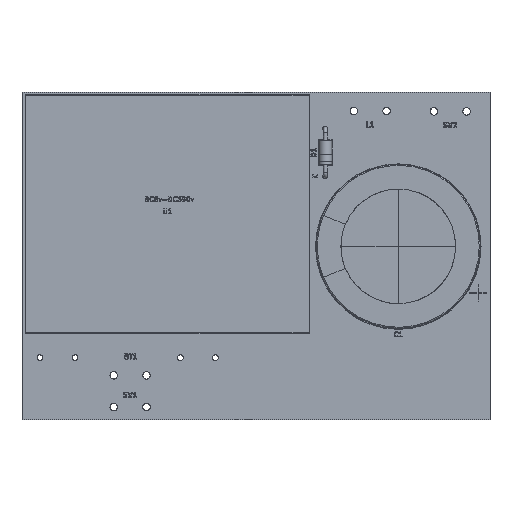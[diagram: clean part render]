
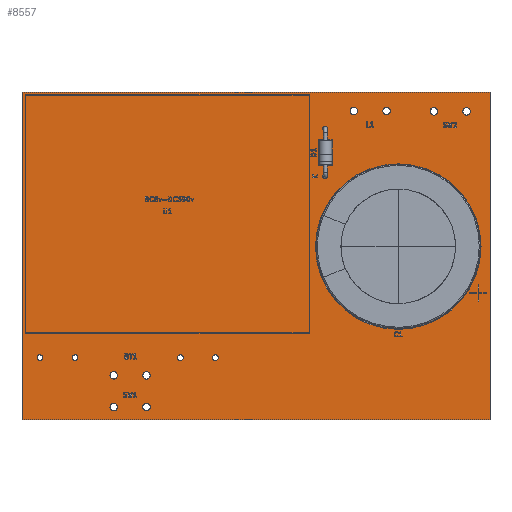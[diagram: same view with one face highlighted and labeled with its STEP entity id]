
A CAD part, top view. The second image highlights one B-rep face of the part: STEP entity #8557.
In plain terms, the highlighted planar face has unit normal (0, 0, 1).
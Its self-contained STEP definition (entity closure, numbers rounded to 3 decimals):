
#8557 = ADVANCED_FACE('',(#8558,#8592,#8603,#8614,#8625,#8636,#8647,
    #8658,#8669,#8680,#8691,#8702,#8713,#8724,#8735,#8746,#8757),#8768,
  .T.);
#8558 = FACE_BOUND('',#8559,.F.);
#8559 = EDGE_LOOP('',(#8560,#8570,#8578,#8586));
#8560 = ORIENTED_EDGE('',*,*,#8561,.T.);
#8561 = EDGE_CURVE('',#8562,#8564,#8566,.T.);
#8562 = VERTEX_POINT('',#8563);
#8563 = CARTESIAN_POINT('',(73.,-145.5,1.56));
#8564 = VERTEX_POINT('',#8565);
#8565 = CARTESIAN_POINT('',(73.,-75.5,1.56));
#8566 = LINE('',#8567,#8568);
#8567 = CARTESIAN_POINT('',(73.,-145.5,1.56));
#8568 = VECTOR('',#8569,1.);
#8569 = DIRECTION('',(0.,1.,0.));
#8570 = ORIENTED_EDGE('',*,*,#8571,.T.);
#8571 = EDGE_CURVE('',#8564,#8572,#8574,.T.);
#8572 = VERTEX_POINT('',#8573);
#8573 = CARTESIAN_POINT('',(173.,-75.5,1.56));
#8574 = LINE('',#8575,#8576);
#8575 = CARTESIAN_POINT('',(73.,-75.5,1.56));
#8576 = VECTOR('',#8577,1.);
#8577 = DIRECTION('',(1.,0.,0.));
#8578 = ORIENTED_EDGE('',*,*,#8579,.T.);
#8579 = EDGE_CURVE('',#8572,#8580,#8582,.T.);
#8580 = VERTEX_POINT('',#8581);
#8581 = CARTESIAN_POINT('',(173.,-145.5,1.56));
#8582 = LINE('',#8583,#8584);
#8583 = CARTESIAN_POINT('',(173.,-75.5,1.56));
#8584 = VECTOR('',#8585,1.);
#8585 = DIRECTION('',(0.,-1.,0.));
#8586 = ORIENTED_EDGE('',*,*,#8587,.T.);
#8587 = EDGE_CURVE('',#8580,#8562,#8588,.T.);
#8588 = LINE('',#8589,#8590);
#8589 = CARTESIAN_POINT('',(173.,-145.5,1.56));
#8590 = VECTOR('',#8591,1.);
#8591 = DIRECTION('',(-1.,0.,0.));
#8592 = FACE_BOUND('',#8593,.F.);
#8593 = EDGE_LOOP('',(#8594));
#8594 = ORIENTED_EDGE('',*,*,#8595,.T.);
#8595 = EDGE_CURVE('',#8596,#8596,#8598,.T.);
#8596 = VERTEX_POINT('',#8597);
#8597 = CARTESIAN_POINT('',(93.387,-142.8,1.56));
#8598 = CIRCLE('',#8599,0.787);
#8599 = AXIS2_PLACEMENT_3D('',#8600,#8601,#8602);
#8600 = CARTESIAN_POINT('',(92.6,-142.8,1.56));
#8601 = DIRECTION('',(0.,0.,1.));
#8602 = DIRECTION('',(1.,0.,-0.));
#8603 = FACE_BOUND('',#8604,.F.);
#8604 = EDGE_LOOP('',(#8605));
#8605 = ORIENTED_EDGE('',*,*,#8606,.T.);
#8606 = EDGE_CURVE('',#8607,#8607,#8609,.T.);
#8607 = VERTEX_POINT('',#8608);
#8608 = CARTESIAN_POINT('',(100.387,-142.8,1.56));
#8609 = CIRCLE('',#8610,0.787);
#8610 = AXIS2_PLACEMENT_3D('',#8611,#8612,#8613);
#8611 = CARTESIAN_POINT('',(99.6,-142.8,1.56));
#8612 = DIRECTION('',(0.,0.,1.));
#8613 = DIRECTION('',(1.,0.,-0.));
#8614 = FACE_BOUND('',#8615,.F.);
#8615 = EDGE_LOOP('',(#8616));
#8616 = ORIENTED_EDGE('',*,*,#8617,.T.);
#8617 = EDGE_CURVE('',#8618,#8618,#8620,.T.);
#8618 = VERTEX_POINT('',#8619);
#8619 = CARTESIAN_POINT('',(93.387,-136.,1.56));
#8620 = CIRCLE('',#8621,0.787);
#8621 = AXIS2_PLACEMENT_3D('',#8622,#8623,#8624);
#8622 = CARTESIAN_POINT('',(92.6,-136.,1.56));
#8623 = DIRECTION('',(0.,0.,1.));
#8624 = DIRECTION('',(1.,0.,-0.));
#8625 = FACE_BOUND('',#8626,.F.);
#8626 = EDGE_LOOP('',(#8627));
#8627 = ORIENTED_EDGE('',*,*,#8628,.T.);
#8628 = EDGE_CURVE('',#8629,#8629,#8631,.T.);
#8629 = VERTEX_POINT('',#8630);
#8630 = CARTESIAN_POINT('',(100.387,-136.,1.56));
#8631 = CIRCLE('',#8632,0.787);
#8632 = AXIS2_PLACEMENT_3D('',#8633,#8634,#8635);
#8633 = CARTESIAN_POINT('',(99.6,-136.,1.56));
#8634 = DIRECTION('',(0.,0.,1.));
#8635 = DIRECTION('',(1.,0.,-0.));
#8636 = FACE_BOUND('',#8637,.F.);
#8637 = EDGE_LOOP('',(#8638));
#8638 = ORIENTED_EDGE('',*,*,#8639,.T.);
#8639 = EDGE_CURVE('',#8640,#8640,#8642,.T.);
#8640 = VERTEX_POINT('',#8641);
#8641 = CARTESIAN_POINT('',(77.449,-132.234,1.56));
#8642 = CIRCLE('',#8643,0.612);
#8643 = AXIS2_PLACEMENT_3D('',#8644,#8645,#8646);
#8644 = CARTESIAN_POINT('',(76.836,-132.234,1.56));
#8645 = DIRECTION('',(0.,0.,1.));
#8646 = DIRECTION('',(1.,0.,-0.));
#8647 = FACE_BOUND('',#8648,.F.);
#8648 = EDGE_LOOP('',(#8649));
#8649 = ORIENTED_EDGE('',*,*,#8650,.T.);
#8650 = EDGE_CURVE('',#8651,#8651,#8653,.T.);
#8651 = VERTEX_POINT('',#8652);
#8652 = CARTESIAN_POINT('',(84.949,-132.234,1.56));
#8653 = CIRCLE('',#8654,0.612);
#8654 = AXIS2_PLACEMENT_3D('',#8655,#8656,#8657);
#8655 = CARTESIAN_POINT('',(84.336,-132.234,1.56));
#8656 = DIRECTION('',(0.,0.,1.));
#8657 = DIRECTION('',(1.,0.,-0.));
#8658 = FACE_BOUND('',#8659,.F.);
#8659 = EDGE_LOOP('',(#8660));
#8660 = ORIENTED_EDGE('',*,*,#8661,.T.);
#8661 = EDGE_CURVE('',#8662,#8662,#8664,.T.);
#8662 = VERTEX_POINT('',#8663);
#8663 = CARTESIAN_POINT('',(107.449,-132.234,1.56));
#8664 = CIRCLE('',#8665,0.612);
#8665 = AXIS2_PLACEMENT_3D('',#8666,#8667,#8668);
#8666 = CARTESIAN_POINT('',(106.836,-132.234,1.56));
#8667 = DIRECTION('',(0.,0.,1.));
#8668 = DIRECTION('',(1.,0.,-0.));
#8669 = FACE_BOUND('',#8670,.F.);
#8670 = EDGE_LOOP('',(#8671));
#8671 = ORIENTED_EDGE('',*,*,#8672,.T.);
#8672 = EDGE_CURVE('',#8673,#8673,#8675,.T.);
#8673 = VERTEX_POINT('',#8674);
#8674 = CARTESIAN_POINT('',(114.949,-132.234,1.56));
#8675 = CIRCLE('',#8676,0.612);
#8676 = AXIS2_PLACEMENT_3D('',#8677,#8678,#8679);
#8677 = CARTESIAN_POINT('',(114.336,-132.234,1.56));
#8678 = DIRECTION('',(0.,0.,1.));
#8679 = DIRECTION('',(1.,0.,-0.));
#8680 = FACE_BOUND('',#8681,.F.);
#8681 = EDGE_LOOP('',(#8682));
#8682 = ORIENTED_EDGE('',*,*,#8683,.T.);
#8683 = EDGE_CURVE('',#8684,#8684,#8686,.T.);
#8684 = VERTEX_POINT('',#8685);
#8685 = CARTESIAN_POINT('',(149.387,-108.5,1.56));
#8686 = CIRCLE('',#8687,0.987);
#8687 = AXIS2_PLACEMENT_3D('',#8688,#8689,#8690);
#8688 = CARTESIAN_POINT('',(148.4,-108.5,1.56));
#8689 = DIRECTION('',(0.,0.,1.));
#8690 = DIRECTION('',(1.,0.,-0.));
#8691 = FACE_BOUND('',#8692,.F.);
#8692 = EDGE_LOOP('',(#8693));
#8693 = ORIENTED_EDGE('',*,*,#8694,.T.);
#8694 = EDGE_CURVE('',#8695,#8695,#8697,.T.);
#8695 = VERTEX_POINT('',#8696);
#8696 = CARTESIAN_POINT('',(159.387,-108.5,1.56));
#8697 = CIRCLE('',#8698,0.987);
#8698 = AXIS2_PLACEMENT_3D('',#8699,#8700,#8701);
#8699 = CARTESIAN_POINT('',(158.4,-108.5,1.56));
#8700 = DIRECTION('',(0.,0.,1.));
#8701 = DIRECTION('',(1.,0.,-0.));
#8702 = FACE_BOUND('',#8703,.F.);
#8703 = EDGE_LOOP('',(#8704));
#8704 = ORIENTED_EDGE('',*,*,#8705,.T.);
#8705 = EDGE_CURVE('',#8706,#8706,#8708,.T.);
#8706 = VERTEX_POINT('',#8707);
#8707 = CARTESIAN_POINT('',(138.337,-93.48,1.56));
#8708 = CIRCLE('',#8709,0.537);
#8709 = AXIS2_PLACEMENT_3D('',#8710,#8711,#8712);
#8710 = CARTESIAN_POINT('',(137.8,-93.48,1.56));
#8711 = DIRECTION('',(0.,0.,1.));
#8712 = DIRECTION('',(1.,0.,-0.));
#8713 = FACE_BOUND('',#8714,.F.);
#8714 = EDGE_LOOP('',(#8715));
#8715 = ORIENTED_EDGE('',*,*,#8716,.T.);
#8716 = EDGE_CURVE('',#8717,#8717,#8719,.T.);
#8717 = VERTEX_POINT('',#8718);
#8718 = CARTESIAN_POINT('',(138.337,-83.32,1.56));
#8719 = CIRCLE('',#8720,0.537);
#8720 = AXIS2_PLACEMENT_3D('',#8721,#8722,#8723);
#8721 = CARTESIAN_POINT('',(137.8,-83.32,1.56));
#8722 = DIRECTION('',(0.,0.,1.));
#8723 = DIRECTION('',(1.,0.,-0.));
#8724 = FACE_BOUND('',#8725,.F.);
#8725 = EDGE_LOOP('',(#8726));
#8726 = ORIENTED_EDGE('',*,*,#8727,.T.);
#8727 = EDGE_CURVE('',#8728,#8728,#8730,.T.);
#8728 = VERTEX_POINT('',#8729);
#8729 = CARTESIAN_POINT('',(161.787,-79.6,1.56));
#8730 = CIRCLE('',#8731,0.787);
#8731 = AXIS2_PLACEMENT_3D('',#8732,#8733,#8734);
#8732 = CARTESIAN_POINT('',(161.,-79.6,1.56));
#8733 = DIRECTION('',(0.,0.,1.));
#8734 = DIRECTION('',(1.,0.,-0.));
#8735 = FACE_BOUND('',#8736,.F.);
#8736 = EDGE_LOOP('',(#8737));
#8737 = ORIENTED_EDGE('',*,*,#8738,.T.);
#8738 = EDGE_CURVE('',#8739,#8739,#8741,.T.);
#8739 = VERTEX_POINT('',#8740);
#8740 = CARTESIAN_POINT('',(168.787,-79.6,1.56));
#8741 = CIRCLE('',#8742,0.787);
#8742 = AXIS2_PLACEMENT_3D('',#8743,#8744,#8745);
#8743 = CARTESIAN_POINT('',(168.,-79.6,1.56));
#8744 = DIRECTION('',(0.,0.,1.));
#8745 = DIRECTION('',(1.,0.,-0.));
#8746 = FACE_BOUND('',#8747,.F.);
#8747 = EDGE_LOOP('',(#8748));
#8748 = ORIENTED_EDGE('',*,*,#8749,.T.);
#8749 = EDGE_CURVE('',#8750,#8750,#8752,.T.);
#8750 = VERTEX_POINT('',#8751);
#8751 = CARTESIAN_POINT('',(144.687,-79.5,1.56));
#8752 = CIRCLE('',#8753,0.787);
#8753 = AXIS2_PLACEMENT_3D('',#8754,#8755,#8756);
#8754 = CARTESIAN_POINT('',(143.9,-79.5,1.56));
#8755 = DIRECTION('',(0.,0.,1.));
#8756 = DIRECTION('',(1.,0.,-0.));
#8757 = FACE_BOUND('',#8758,.F.);
#8758 = EDGE_LOOP('',(#8759));
#8759 = ORIENTED_EDGE('',*,*,#8760,.T.);
#8760 = EDGE_CURVE('',#8761,#8761,#8763,.T.);
#8761 = VERTEX_POINT('',#8762);
#8762 = CARTESIAN_POINT('',(151.687,-79.5,1.56));
#8763 = CIRCLE('',#8764,0.787);
#8764 = AXIS2_PLACEMENT_3D('',#8765,#8766,#8767);
#8765 = CARTESIAN_POINT('',(150.9,-79.5,1.56));
#8766 = DIRECTION('',(0.,0.,1.));
#8767 = DIRECTION('',(1.,0.,-0.));
#8768 = PLANE('',#8769);
#8769 = AXIS2_PLACEMENT_3D('',#8770,#8771,#8772);
#8770 = CARTESIAN_POINT('',(0.,0.,1.56));
#8771 = DIRECTION('',(0.,0.,1.));
#8772 = DIRECTION('',(1.,0.,-0.));
